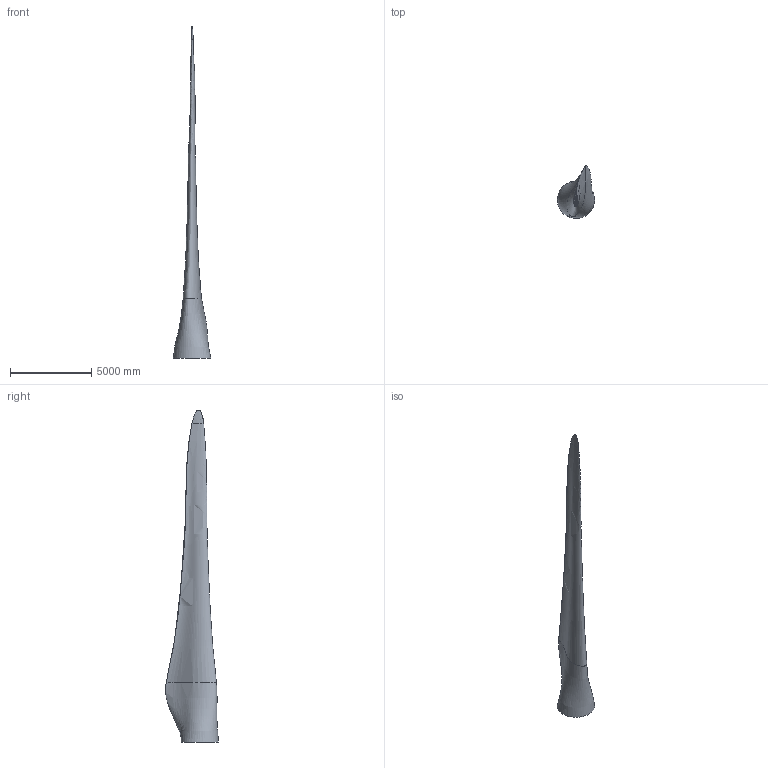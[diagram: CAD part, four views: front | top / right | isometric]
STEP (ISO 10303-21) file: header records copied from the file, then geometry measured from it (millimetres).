
FILE_DESCRIPTION (( 'STEP AP214' ), '1' );
FILE_NAME ('Item_25_45m Preliminary Loft.STEP', '2015-03-04T22:24:38', ( 'user' ), ( 'Microsoft' ), 'SwSTEP 2.0', 'SolidWorks 2014', '' );
FILE_SCHEMA (( 'AUTOMOTIVE_DESIGN' ));
Length unit declared in the file: millimetre
Products named in the file (1): Item_25_45m Preliminary Loft
Bounding box: 2297.5 x 3258.44 x 20450.53 mm (x, y, z)
Volume: 20287735246.2 mm3; surface area: 89461968.7 mm2
Topology: 2 solids, 2 shells, 10 faces, 16 edges, 10 vertices
Faces by surface type: bspline 6, plane 4
Entity records: 11047 total; most frequent: CARTESIAN_POINT 10863, ORIENTED_EDGE 32, EDGE_CURVE 16, DIRECTION 13, B_SPLINE_CURVE_WITH_KNOTS 11, VERTEX_POINT 10, ADVANCED_FACE 10, FACE_OUTER_BOUND 10
